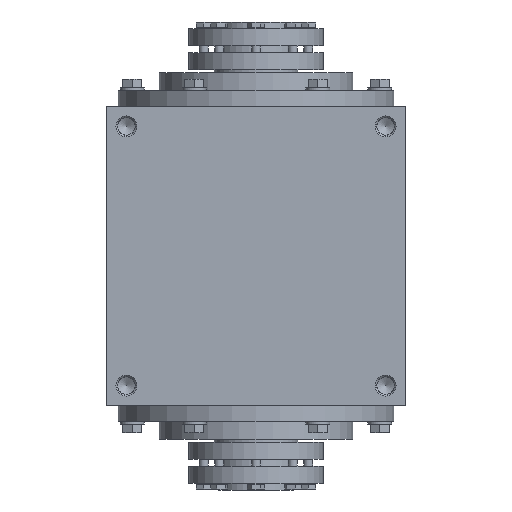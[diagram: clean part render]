
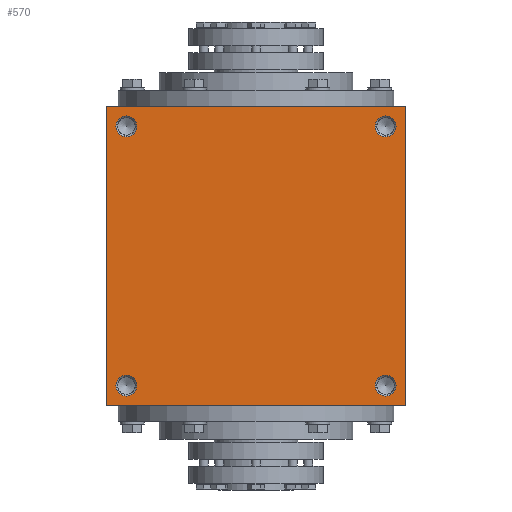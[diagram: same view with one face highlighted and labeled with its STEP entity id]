
A CAD part, left-side view. The second image highlights one B-rep face of the part: STEP entity #570.
In plain terms, the highlighted face is planar.
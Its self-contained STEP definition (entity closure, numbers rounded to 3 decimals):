
#570 = ADVANCED_FACE( '', ( #1266, #1267, #1268, #1269, #1270 ), #1271, .F. );
#1266 = FACE_BOUND( '', #2377, .T. );
#1267 = FACE_BOUND( '', #2378, .T. );
#1268 = FACE_BOUND( '', #2379, .T. );
#1269 = FACE_BOUND( '', #2380, .T. );
#1270 = FACE_OUTER_BOUND( '', #2381, .T. );
#1271 = PLANE( '', #2382 );
#2377 = EDGE_LOOP( '', ( #3502 ) );
#2378 = EDGE_LOOP( '', ( #3503 ) );
#2379 = EDGE_LOOP( '', ( #3504 ) );
#2380 = EDGE_LOOP( '', ( #3505 ) );
#2381 = EDGE_LOOP( '', ( #3506, #3507, #3508, #3509 ) );
#2382 = AXIS2_PLACEMENT_3D( '', #3510, #3511, #3512 );
#3502 = ORIENTED_EDGE( '', *, *, #5766, .F. );
#3503 = ORIENTED_EDGE( '', *, *, #5767, .T. );
#3504 = ORIENTED_EDGE( '', *, *, #5768, .F. );
#3505 = ORIENTED_EDGE( '', *, *, #5769, .T. );
#3506 = ORIENTED_EDGE( '', *, *, #5770, .F. );
#3507 = ORIENTED_EDGE( '', *, *, #5771, .F. );
#3508 = ORIENTED_EDGE( '', *, *, #5772, .F. );
#3509 = ORIENTED_EDGE( '', *, *, #5773, .F. );
#3510 = CARTESIAN_POINT( '', ( 0., 0., -100. ) );
#3511 = DIRECTION( '', ( 0., 0., 1. ) );
#3512 = DIRECTION( '', ( 1., 0., 0. ) );
#5766 = EDGE_CURVE( '', #6646, #6646, #6647, .T. );
#5767 = EDGE_CURVE( '', #6648, #6648, #6649, .T. );
#5768 = EDGE_CURVE( '', #6650, #6650, #6651, .T. );
#5769 = EDGE_CURVE( '', #6652, #6652, #6653, .T. );
#5770 = EDGE_CURVE( '', #6654, #6655, #6656, .T. );
#5771 = EDGE_CURVE( '', #6657, #6654, #6658, .T. );
#5772 = EDGE_CURVE( '', #6659, #6657, #6660, .T. );
#5773 = EDGE_CURVE( '', #6655, #6659, #6661, .T. );
#6646 = VERTEX_POINT( '', #7901 );
#6647 = CIRCLE( '', #7902, 7. );
#6648 = VERTEX_POINT( '', #7903 );
#6649 = CIRCLE( '', #7904, 7. );
#6650 = VERTEX_POINT( '', #7905 );
#6651 = CIRCLE( '', #7906, 7. );
#6652 = VERTEX_POINT( '', #7907 );
#6653 = CIRCLE( '', #7908, 7. );
#6654 = VERTEX_POINT( '', #7909 );
#6655 = VERTEX_POINT( '', #7910 );
#6656 = LINE( '', #7911, #7912 );
#6657 = VERTEX_POINT( '', #7913 );
#6658 = LINE( '', #7914, #7915 );
#6659 = VERTEX_POINT( '', #7916 );
#6660 = LINE( '', #7917, #7918 );
#6661 = LINE( '', #7919, #7920 );
#7901 = CARTESIAN_POINT( '', ( -94., 87., -100. ) );
#7902 = AXIS2_PLACEMENT_3D( '', #9840, #9841, #9842 );
#7903 = CARTESIAN_POINT( '', ( 94., 87., -100. ) );
#7904 = AXIS2_PLACEMENT_3D( '', #9843, #9844, #9845 );
#7905 = CARTESIAN_POINT( '', ( -94., -87., -100. ) );
#7906 = AXIS2_PLACEMENT_3D( '', #9846, #9847, #9848 );
#7907 = CARTESIAN_POINT( '', ( 94., -87., -100. ) );
#7908 = AXIS2_PLACEMENT_3D( '', #9849, #9850, #9851 );
#7909 = CARTESIAN_POINT( '', ( -100., 100., -100. ) );
#7910 = CARTESIAN_POINT( '', ( -100., -100., -100. ) );
#7911 = CARTESIAN_POINT( '', ( -100., 100., -100. ) );
#7912 = VECTOR( '', #9852, 1000. );
#7913 = CARTESIAN_POINT( '', ( 100., 100., -100. ) );
#7914 = CARTESIAN_POINT( '', ( 100., 100., -100. ) );
#7915 = VECTOR( '', #9853, 1000. );
#7916 = CARTESIAN_POINT( '', ( 100., -100., -100. ) );
#7917 = CARTESIAN_POINT( '', ( 100., -100., -100. ) );
#7918 = VECTOR( '', #9854, 1000. );
#7919 = CARTESIAN_POINT( '', ( -100., -100., -100. ) );
#7920 = VECTOR( '', #9855, 1000. );
#9840 = CARTESIAN_POINT( '', ( -87., 87., -100. ) );
#9841 = DIRECTION( '', ( 0., 0., -1. ) );
#9842 = DIRECTION( '', ( -1., 0., 0. ) );
#9843 = CARTESIAN_POINT( '', ( 87., 87., -100. ) );
#9844 = DIRECTION( '', ( 0., 0., 1. ) );
#9845 = DIRECTION( '', ( 1., 0., 0. ) );
#9846 = CARTESIAN_POINT( '', ( -87., -87., -100. ) );
#9847 = DIRECTION( '', ( 0., 0., -1. ) );
#9848 = DIRECTION( '', ( -1., 0., 0. ) );
#9849 = CARTESIAN_POINT( '', ( 87., -87., -100. ) );
#9850 = DIRECTION( '', ( 0., 0., 1. ) );
#9851 = DIRECTION( '', ( 1., 0., 0. ) );
#9852 = DIRECTION( '', ( 0., -1., 0. ) );
#9853 = DIRECTION( '', ( -1., 0., 0. ) );
#9854 = DIRECTION( '', ( 0., 1., 0. ) );
#9855 = DIRECTION( '', ( 1., 0., 0. ) );
